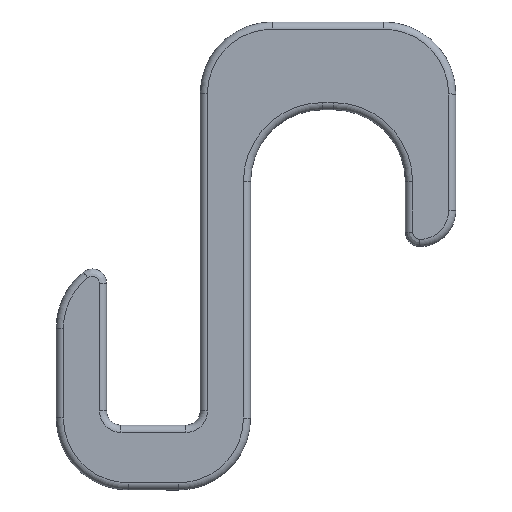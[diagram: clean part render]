
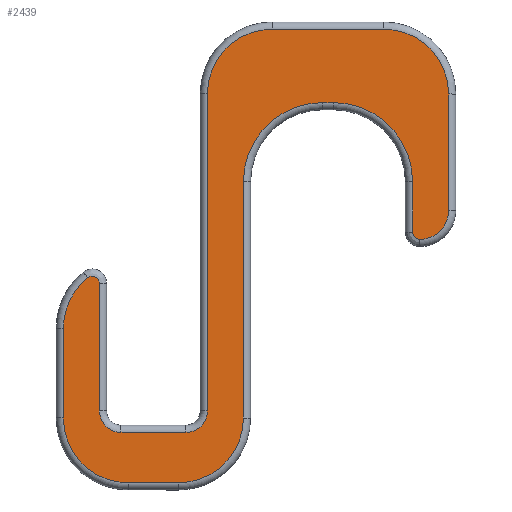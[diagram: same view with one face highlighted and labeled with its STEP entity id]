
A CAD part, front view. The second image highlights one B-rep face of the part: STEP entity #2439.
In plain terms, the highlighted planar face has unit normal (0, -1, 0).
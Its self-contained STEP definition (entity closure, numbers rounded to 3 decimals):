
#181=PLANE('',#2651);
#237=LINE('',#3334,#420);
#239=LINE('',#3346,#422);
#241=LINE('',#3358,#424);
#243=LINE('',#3370,#426);
#245=LINE('',#3382,#428);
#247=LINE('',#3408,#430);
#249=LINE('',#3420,#432);
#251=LINE('',#3432,#434);
#253=LINE('',#3444,#436);
#255=LINE('',#3456,#438);
#420=VECTOR('',#2767,10.);
#422=VECTOR('',#2781,10.);
#424=VECTOR('',#2795,10.);
#426=VECTOR('',#2809,10.);
#428=VECTOR('',#2823,10.);
#430=VECTOR('',#2843,10.);
#432=VECTOR('',#2857,10.);
#434=VECTOR('',#2871,10.);
#436=VECTOR('',#2885,10.);
#438=VECTOR('',#2899,10.);
#667=FACE_OUTER_BOUND('',#815,.T.);
#815=EDGE_LOOP('',(#1776,#1777,#1778,#1779,#1780,#1781,#1782,#1783,#1784,
#1785,#1786,#1787,#1788,#1789,#1790,#1791,#1792,#1793,#1794,#1795,#1796,
#1797));
#936=CIRCLE('',#2569,1.);
#942=CIRCLE('',#2577,3.);
#946=CIRCLE('',#2583,3.);
#950=CIRCLE('',#2589,9.);
#954=CIRCLE('',#2595,9.);
#958=CIRCLE('',#2601,4.);
#961=CIRCLE('',#2604,1.);
#965=CIRCLE('',#2610,11.);
#969=CIRCLE('',#2616,11.);
#973=CIRCLE('',#2622,9.);
#977=CIRCLE('',#2628,9.);
#980=CIRCLE('',#2633,9.);
#1028=VERTEX_POINT('',#3322);
#1029=VERTEX_POINT('',#3324);
#1031=VERTEX_POINT('',#3330);
#1033=VERTEX_POINT('',#3336);
#1035=VERTEX_POINT('',#3342);
#1037=VERTEX_POINT('',#3348);
#1039=VERTEX_POINT('',#3354);
#1041=VERTEX_POINT('',#3360);
#1043=VERTEX_POINT('',#3366);
#1045=VERTEX_POINT('',#3372);
#1047=VERTEX_POINT('',#3378);
#1049=VERTEX_POINT('',#3384);
#1051=VERTEX_POINT('',#3398);
#1053=VERTEX_POINT('',#3404);
#1055=VERTEX_POINT('',#3410);
#1057=VERTEX_POINT('',#3416);
#1059=VERTEX_POINT('',#3422);
#1061=VERTEX_POINT('',#3428);
#1063=VERTEX_POINT('',#3434);
#1065=VERTEX_POINT('',#3440);
#1067=VERTEX_POINT('',#3446);
#1069=VERTEX_POINT('',#3452);
#1266=EDGE_CURVE('',#1028,#1029,#936,.T.);
#1271=EDGE_CURVE('',#1029,#1031,#237,.T.);
#1274=EDGE_CURVE('',#1031,#1033,#942,.T.);
#1277=EDGE_CURVE('',#1033,#1035,#239,.T.);
#1280=EDGE_CURVE('',#1035,#1037,#946,.T.);
#1283=EDGE_CURVE('',#1037,#1039,#241,.T.);
#1286=EDGE_CURVE('',#1039,#1041,#950,.T.);
#1289=EDGE_CURVE('',#1041,#1043,#243,.T.);
#1292=EDGE_CURVE('',#1043,#1045,#954,.T.);
#1295=EDGE_CURVE('',#1045,#1047,#245,.T.);
#1298=EDGE_CURVE('',#1047,#1049,#958,.T.);
#1301=EDGE_CURVE('',#1049,#1051,#961,.T.);
#1304=EDGE_CURVE('',#1051,#1053,#247,.T.);
#1307=EDGE_CURVE('',#1053,#1055,#965,.T.);
#1310=EDGE_CURVE('',#1055,#1057,#249,.T.);
#1313=EDGE_CURVE('',#1057,#1059,#969,.T.);
#1316=EDGE_CURVE('',#1059,#1061,#251,.T.);
#1319=EDGE_CURVE('',#1061,#1063,#973,.T.);
#1322=EDGE_CURVE('',#1063,#1065,#253,.T.);
#1325=EDGE_CURVE('',#1065,#1067,#977,.T.);
#1328=EDGE_CURVE('',#1067,#1069,#255,.T.);
#1330=EDGE_CURVE('',#1069,#1028,#980,.T.);
#1776=ORIENTED_EDGE('',*,*,#1266,.F.);
#1777=ORIENTED_EDGE('',*,*,#1330,.F.);
#1778=ORIENTED_EDGE('',*,*,#1328,.F.);
#1779=ORIENTED_EDGE('',*,*,#1325,.F.);
#1780=ORIENTED_EDGE('',*,*,#1322,.F.);
#1781=ORIENTED_EDGE('',*,*,#1319,.F.);
#1782=ORIENTED_EDGE('',*,*,#1316,.F.);
#1783=ORIENTED_EDGE('',*,*,#1313,.F.);
#1784=ORIENTED_EDGE('',*,*,#1310,.F.);
#1785=ORIENTED_EDGE('',*,*,#1307,.F.);
#1786=ORIENTED_EDGE('',*,*,#1304,.F.);
#1787=ORIENTED_EDGE('',*,*,#1301,.F.);
#1788=ORIENTED_EDGE('',*,*,#1298,.F.);
#1789=ORIENTED_EDGE('',*,*,#1295,.F.);
#1790=ORIENTED_EDGE('',*,*,#1292,.F.);
#1791=ORIENTED_EDGE('',*,*,#1289,.F.);
#1792=ORIENTED_EDGE('',*,*,#1286,.F.);
#1793=ORIENTED_EDGE('',*,*,#1283,.F.);
#1794=ORIENTED_EDGE('',*,*,#1280,.F.);
#1795=ORIENTED_EDGE('',*,*,#1277,.F.);
#1796=ORIENTED_EDGE('',*,*,#1274,.F.);
#1797=ORIENTED_EDGE('',*,*,#1271,.F.);
#2439=ADVANCED_FACE('',(#667),#181,.F.);
#2569=AXIS2_PLACEMENT_3D('',#3325,#2756,#2757);
#2577=AXIS2_PLACEMENT_3D('',#3340,#2774,#2775);
#2583=AXIS2_PLACEMENT_3D('',#3352,#2788,#2789);
#2589=AXIS2_PLACEMENT_3D('',#3364,#2802,#2803);
#2595=AXIS2_PLACEMENT_3D('',#3376,#2816,#2817);
#2601=AXIS2_PLACEMENT_3D('',#3388,#2830,#2831);
#2604=AXIS2_PLACEMENT_3D('',#3402,#2836,#2837);
#2610=AXIS2_PLACEMENT_3D('',#3414,#2850,#2851);
#2616=AXIS2_PLACEMENT_3D('',#3426,#2864,#2865);
#2622=AXIS2_PLACEMENT_3D('',#3438,#2878,#2879);
#2628=AXIS2_PLACEMENT_3D('',#3450,#2892,#2893);
#2633=AXIS2_PLACEMENT_3D('',#3459,#2904,#2905);
#2651=AXIS2_PLACEMENT_3D('',#3506,#2957,#2958);
#2756=DIRECTION('center_axis',(0.,1.,0.));
#2757=DIRECTION('ref_axis',(0.433,0.,0.901));
#2767=DIRECTION('',(0.,0.,-1.));
#2774=DIRECTION('center_axis',(0.,-1.,0.));
#2775=DIRECTION('ref_axis',(-0.707,0.,-0.707));
#2781=DIRECTION('',(1.,0.,0.));
#2788=DIRECTION('center_axis',(0.,-1.,0.));
#2789=DIRECTION('ref_axis',(0.707,0.,-0.707));
#2795=DIRECTION('',(0.,0.,1.));
#2802=DIRECTION('center_axis',(0.,1.,0.));
#2803=DIRECTION('ref_axis',(-0.707,0.,0.707));
#2809=DIRECTION('',(1.,0.,0.));
#2816=DIRECTION('center_axis',(0.,1.,0.));
#2817=DIRECTION('ref_axis',(0.707,0.,0.707));
#2823=DIRECTION('',(0.,0.,-1.));
#2830=DIRECTION('center_axis',(0.,1.,0.));
#2831=DIRECTION('ref_axis',(0.707,0.,-0.707));
#2836=DIRECTION('center_axis',(0.,1.,0.));
#2837=DIRECTION('ref_axis',(-0.707,0.,-0.707));
#2843=DIRECTION('',(0.,0.,1.));
#2850=DIRECTION('center_axis',(0.,-1.,0.));
#2851=DIRECTION('ref_axis',(0.707,0.,0.707));
#2857=DIRECTION('',(-1.,0.,0.));
#2864=DIRECTION('center_axis',(0.,-1.,0.));
#2865=DIRECTION('ref_axis',(-0.707,0.,0.707));
#2871=DIRECTION('',(0.,0.,-1.));
#2878=DIRECTION('center_axis',(0.,1.,0.));
#2879=DIRECTION('ref_axis',(0.707,0.,-0.707));
#2885=DIRECTION('',(-1.,0.,0.));
#2892=DIRECTION('center_axis',(0.,1.,0.));
#2893=DIRECTION('ref_axis',(-0.707,0.,-0.707));
#2899=DIRECTION('',(0.,0.,1.));
#2904=DIRECTION('center_axis',(0.,1.,0.));
#2905=DIRECTION('ref_axis',(-0.901,0.,0.433));
#2957=DIRECTION('center_axis',(0.,1.,0.));
#2958=DIRECTION('ref_axis',(1.,0.,0.));
#3322=CARTESIAN_POINT('',(-13.476,0.,27.677));
#3324=CARTESIAN_POINT('',(-11.851,0.,26.896));
#3325=CARTESIAN_POINT('Origin',(-12.851,0.,26.896));
#3330=CARTESIAN_POINT('',(-11.851,0.,9.19));
#3334=CARTESIAN_POINT('',(-11.851,0.,30.44));
#3336=CARTESIAN_POINT('',(-8.851,0.,6.19));
#3340=CARTESIAN_POINT('Origin',(-8.851,0.,9.19));
#3342=CARTESIAN_POINT('',(0.149,0.,6.19));
#3346=CARTESIAN_POINT('',(-0.476,0.,6.19));
#3348=CARTESIAN_POINT('',(3.149,0.,9.19));
#3352=CARTESIAN_POINT('Origin',(0.149,0.,9.19));
#3354=CARTESIAN_POINT('',(3.149,0.,53.19));
#3358=CARTESIAN_POINT('',(3.149,0.,18.94));
#3360=CARTESIAN_POINT('',(12.149,0.,62.19));
#3364=CARTESIAN_POINT('Origin',(12.149,0.,53.19));
#3366=CARTESIAN_POINT('',(27.649,0.,62.19));
#3370=CARTESIAN_POINT('',(6.024,0.,62.19));
#3372=CARTESIAN_POINT('',(36.649,0.,53.19));
#3376=CARTESIAN_POINT('Origin',(27.649,0.,53.19));
#3378=CARTESIAN_POINT('',(36.649,0.,37.));
#3382=CARTESIAN_POINT('',(36.649,0.,46.94));
#3384=CARTESIAN_POINT('',(32.649,0.,33.));
#3388=CARTESIAN_POINT('Origin',(32.649,0.,37.));
#3398=CARTESIAN_POINT('',(31.649,0.,34.));
#3402=CARTESIAN_POINT('Origin',(32.649,0.,34.));
#3404=CARTESIAN_POINT('',(31.649,0.,41.));
#3408=CARTESIAN_POINT('',(31.649,0.,31.345));
#3410=CARTESIAN_POINT('',(20.649,0.,52.));
#3414=CARTESIAN_POINT('Origin',(20.649,0.,41.));
#3416=CARTESIAN_POINT('',(19.149,0.,52.));
#3420=CARTESIAN_POINT('',(20.274,0.,52.));
#3422=CARTESIAN_POINT('',(8.149,0.,41.));
#3426=CARTESIAN_POINT('Origin',(19.149,0.,41.));
#3428=CARTESIAN_POINT('',(8.149,0.,8.19));
#3432=CARTESIAN_POINT('',(8.149,0.,40.845));
#3434=CARTESIAN_POINT('',(-0.851,0.,-0.81));
#3438=CARTESIAN_POINT('Origin',(-0.851,0.,8.19));
#3440=CARTESIAN_POINT('',(-7.851,0.,-0.81));
#3444=CARTESIAN_POINT('',(9.524,0.,-0.81));
#3446=CARTESIAN_POINT('',(-16.851,0.,8.19));
#3450=CARTESIAN_POINT('Origin',(-7.851,0.,8.19));
#3452=CARTESIAN_POINT('',(-16.851,0.,20.651));
#3456=CARTESIAN_POINT('',(-16.851,0.,14.44));
#3459=CARTESIAN_POINT('Origin',(-7.851,0.,20.651));
#3506=CARTESIAN_POINT('Origin',(9.899,0.,30.69));
